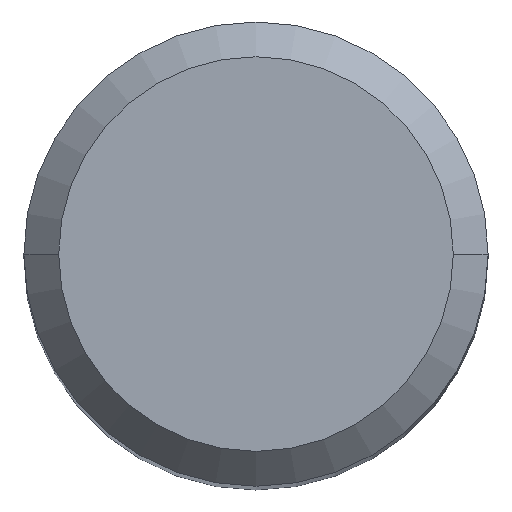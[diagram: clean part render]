
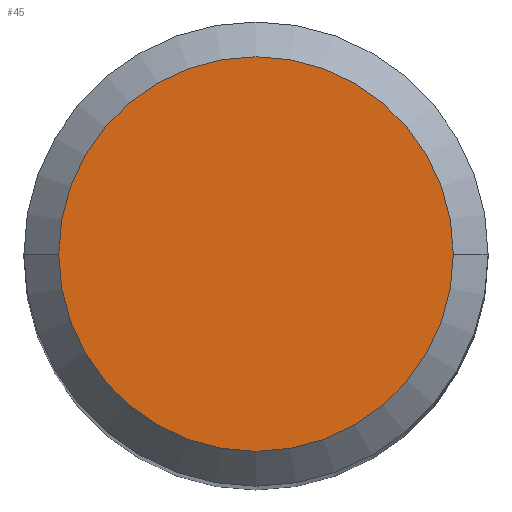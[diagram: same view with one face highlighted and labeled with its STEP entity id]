
A CAD part, top view. The second image highlights one B-rep face of the part: STEP entity #45.
In plain terms, the highlighted planar face has unit normal (0, 0, 1).
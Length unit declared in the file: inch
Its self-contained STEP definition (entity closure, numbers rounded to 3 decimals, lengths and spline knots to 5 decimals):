
#39 = VERTEX_POINT ( 'NONE', #389 ) ;
#42 = FACE_OUTER_BOUND ( 'NONE', #223, .T. ) ;
#44 = DIRECTION ( 'NONE',  ( 0., 0., -1. ) ) ;
#45 = ADVANCED_FACE ( 'NONE', ( #42 ), #164, .F. ) ;
#59 = CIRCLE ( 'NONE', #166, 0.13281 ) ;
#64 = AXIS2_PLACEMENT_3D ( 'NONE', #199, #44, #357 ) ;
#73 = VERTEX_POINT ( 'NONE', #201 ) ;
#78 = DIRECTION ( 'NONE',  ( 1., 0., 0. ) ) ;
#125 = DIRECTION ( 'NONE',  ( 0., 0., 1. ) ) ;
#136 = DIRECTION ( 'NONE',  ( 0., 0., 1. ) ) ;
#155 = CARTESIAN_POINT ( 'NONE',  ( 0., 0., 0. ) ) ;
#164 = PLANE ( 'NONE',  #64 ) ;
#166 = AXIS2_PLACEMENT_3D ( 'NONE', #155, #125, #78 ) ;
#176 = EDGE_CURVE ( 'NONE', #73, #39, #350, .T. ) ;
#196 = AXIS2_PLACEMENT_3D ( 'NONE', #478, #136, #441 ) ;
#199 = CARTESIAN_POINT ( 'NONE',  ( 0., 0., 0. ) ) ;
#201 = CARTESIAN_POINT ( 'NONE',  ( -0.13281, 0., 0. ) ) ;
#223 = EDGE_LOOP ( 'NONE', ( #265, #407 ) ) ;
#265 = ORIENTED_EDGE ( 'NONE', *, *, #176, .T. ) ;
#350 = CIRCLE ( 'NONE', #196, 0.13281 ) ;
#357 = DIRECTION ( 'NONE',  ( -1., 0., 0. ) ) ;
#389 = CARTESIAN_POINT ( 'NONE',  ( 0.13281, 0., 0. ) ) ;
#407 = ORIENTED_EDGE ( 'NONE', *, *, #455, .T. ) ;
#441 = DIRECTION ( 'NONE',  ( 1., 0., 0. ) ) ;
#455 = EDGE_CURVE ( 'NONE', #39, #73, #59, .T. ) ;
#478 = CARTESIAN_POINT ( 'NONE',  ( 0., 0., 0. ) ) ;
